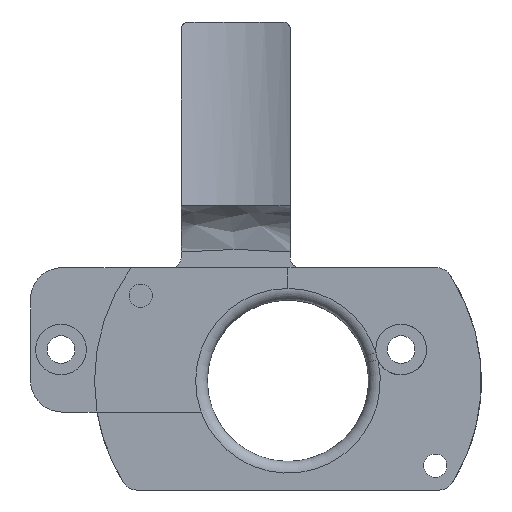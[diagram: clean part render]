
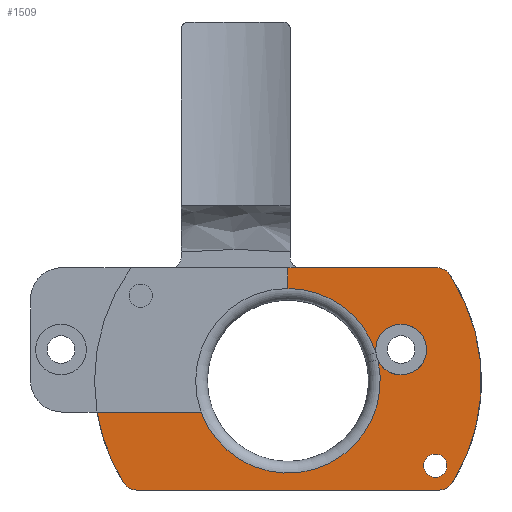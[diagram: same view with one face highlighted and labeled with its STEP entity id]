
A CAD part, front view. The second image highlights one B-rep face of the part: STEP entity #1509.
In plain terms, the highlighted planar face has unit normal (0, -1, 0).
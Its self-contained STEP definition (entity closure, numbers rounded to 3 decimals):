
#19=FACE_BOUND('',#474,.T.);
#75=LINE('',#2425,#199);
#102=LINE('',#2565,#226);
#103=LINE('',#2567,#227);
#104=LINE('',#2577,#228);
#105=LINE('',#2583,#229);
#199=VECTOR('',#1775,1.);
#226=VECTOR('',#1880,1.);
#227=VECTOR('',#1881,1.);
#228=VECTOR('',#1890,1.);
#229=VECTOR('',#1895,1.);
#325=PLANE('',#1633);
#383=FACE_OUTER_BOUND('',#473,.T.);
#473=EDGE_LOOP('',(#1121,#1122,#1123,#1124,#1125,#1126,#1127,#1128,#1129,
#1130,#1131,#1132,#1133,#1134));
#474=EDGE_LOOP('',(#1135));
#579=CIRCLE('',#1634,11.836);
#580=CIRCLE('',#1635,3.25);
#581=CIRCLE('',#1636,3.25);
#582=CIRCLE('',#1637,11.836);
#583=CIRCLE('',#1638,24.8);
#584=CIRCLE('',#1639,2.);
#585=CIRCLE('',#1640,2.);
#586=CIRCLE('',#1641,24.8);
#587=CIRCLE('',#1642,2.);
#588=CIRCLE('',#1643,1.5);
#665=VERTEX_POINT('',#2422);
#666=VERTEX_POINT('',#2424);
#702=VERTEX_POINT('',#2564);
#703=VERTEX_POINT('',#2566);
#704=VERTEX_POINT('',#2568);
#705=VERTEX_POINT('',#2570);
#706=VERTEX_POINT('',#2572);
#707=VERTEX_POINT('',#2574);
#708=VERTEX_POINT('',#2576);
#709=VERTEX_POINT('',#2578);
#710=VERTEX_POINT('',#2580);
#711=VERTEX_POINT('',#2582);
#712=VERTEX_POINT('',#2584);
#713=VERTEX_POINT('',#2586);
#714=VERTEX_POINT('',#2589);
#813=EDGE_CURVE('',#666,#665,#75,.T.);
#866=EDGE_CURVE('',#702,#666,#102,.T.);
#867=EDGE_CURVE('',#665,#703,#103,.T.);
#868=EDGE_CURVE('',#703,#704,#579,.T.);
#869=EDGE_CURVE('',#705,#704,#580,.T.);
#870=EDGE_CURVE('',#706,#705,#581,.T.);
#871=EDGE_CURVE('',#706,#707,#582,.T.);
#872=EDGE_CURVE('',#707,#708,#104,.T.);
#873=EDGE_CURVE('',#708,#709,#583,.T.);
#874=EDGE_CURVE('',#709,#710,#584,.T.);
#875=EDGE_CURVE('',#711,#710,#105,.T.);
#876=EDGE_CURVE('',#711,#712,#585,.T.);
#877=EDGE_CURVE('',#712,#713,#586,.T.);
#878=EDGE_CURVE('',#702,#713,#587,.T.);
#879=EDGE_CURVE('',#714,#714,#588,.T.);
#1121=ORIENTED_EDGE('',*,*,#866,.T.);
#1122=ORIENTED_EDGE('',*,*,#813,.T.);
#1123=ORIENTED_EDGE('',*,*,#867,.T.);
#1124=ORIENTED_EDGE('',*,*,#868,.T.);
#1125=ORIENTED_EDGE('',*,*,#869,.F.);
#1126=ORIENTED_EDGE('',*,*,#870,.F.);
#1127=ORIENTED_EDGE('',*,*,#871,.T.);
#1128=ORIENTED_EDGE('',*,*,#872,.T.);
#1129=ORIENTED_EDGE('',*,*,#873,.T.);
#1130=ORIENTED_EDGE('',*,*,#874,.T.);
#1131=ORIENTED_EDGE('',*,*,#875,.F.);
#1132=ORIENTED_EDGE('',*,*,#876,.T.);
#1133=ORIENTED_EDGE('',*,*,#877,.T.);
#1134=ORIENTED_EDGE('',*,*,#878,.F.);
#1135=ORIENTED_EDGE('',*,*,#879,.F.);
#1509=ADVANCED_FACE('',(#383,#19),#325,.F.);
#1633=AXIS2_PLACEMENT_3D('',#2563,#1878,#1879);
#1634=AXIS2_PLACEMENT_3D('',#2569,#1882,#1883);
#1635=AXIS2_PLACEMENT_3D('',#2571,#1884,#1885);
#1636=AXIS2_PLACEMENT_3D('',#2573,#1886,#1887);
#1637=AXIS2_PLACEMENT_3D('',#2575,#1888,#1889);
#1638=AXIS2_PLACEMENT_3D('',#2579,#1891,#1892);
#1639=AXIS2_PLACEMENT_3D('',#2581,#1893,#1894);
#1640=AXIS2_PLACEMENT_3D('',#2585,#1896,#1897);
#1641=AXIS2_PLACEMENT_3D('',#2587,#1898,#1899);
#1642=AXIS2_PLACEMENT_3D('',#2588,#1900,#1901);
#1643=AXIS2_PLACEMENT_3D('',#2590,#1902,#1903);
#1775=DIRECTION('',(-1.,0.,0.));
#1878=DIRECTION('center_axis',(0.,1.,0.));
#1879=DIRECTION('ref_axis',(0.,0.,1.));
#1880=DIRECTION('',(-1.,0.,0.));
#1881=DIRECTION('',(0.,0.,-1.));
#1882=DIRECTION('center_axis',(0.,1.,0.));
#1883=DIRECTION('ref_axis',(0.,0.,1.));
#1884=DIRECTION('center_axis',(0.,-1.,0.));
#1885=DIRECTION('ref_axis',(1.,0.,0.));
#1886=DIRECTION('center_axis',(0.,-1.,0.));
#1887=DIRECTION('ref_axis',(1.,0.,0.));
#1888=DIRECTION('center_axis',(0.,1.,0.));
#1889=DIRECTION('ref_axis',(1.,0.,0.));
#1890=DIRECTION('',(-1.,0.,0.));
#1891=DIRECTION('center_axis',(0.,-1.,0.));
#1892=DIRECTION('ref_axis',(1.,0.,0.));
#1893=DIRECTION('center_axis',(0.,-1.,0.));
#1894=DIRECTION('ref_axis',(0.,0.,1.));
#1895=DIRECTION('',(-1.,0.,0.));
#1896=DIRECTION('center_axis',(0.,-1.,0.));
#1897=DIRECTION('ref_axis',(0.,0.,1.));
#1898=DIRECTION('center_axis',(0.,-1.,0.));
#1899=DIRECTION('ref_axis',(1.,0.,0.));
#1900=DIRECTION('center_axis',(0.,1.,0.));
#1901=DIRECTION('ref_axis',(0.,0.,1.));
#1902=DIRECTION('center_axis',(0.,-1.,0.));
#1903=DIRECTION('ref_axis',(1.,0.,0.));
#2422=CARTESIAN_POINT('',(0.,-21.5,14.5));
#2424=CARTESIAN_POINT('',(1.55,-21.5,14.5));
#2425=CARTESIAN_POINT('',(25.,-21.5,14.5));
#2563=CARTESIAN_POINT('Origin',(0.,-21.5,0.));
#2564=CARTESIAN_POINT('',(19.068,-21.5,14.5));
#2565=CARTESIAN_POINT('',(25.,-21.5,14.5));
#2566=CARTESIAN_POINT('',(0.,-21.5,11.836));
#2567=CARTESIAN_POINT('',(0.,-21.5,14.5));
#2568=CARTESIAN_POINT('',(11.274,-21.5,3.603));
#2569=CARTESIAN_POINT('Origin',(0.,-21.5,0.));
#2570=CARTESIAN_POINT('',(11.25,-21.5,4.));
#2571=CARTESIAN_POINT('Origin',(14.5,-21.5,4.));
#2572=CARTESIAN_POINT('',(11.527,-21.5,2.687));
#2573=CARTESIAN_POINT('Origin',(14.5,-21.5,4.));
#2574=CARTESIAN_POINT('',(-11.14,-21.5,-4.));
#2575=CARTESIAN_POINT('Origin',(0.,-21.5,0.));
#2576=CARTESIAN_POINT('',(-24.475,-21.5,-4.));
#2577=CARTESIAN_POINT('',(0.,-21.5,-4.));
#2578=CARTESIAN_POINT('',(-21.087,-21.5,-13.053));
#2579=CARTESIAN_POINT('Origin',(0.,-21.5,0.));
#2580=CARTESIAN_POINT('',(-19.387,-21.5,-14.));
#2581=CARTESIAN_POINT('Origin',(-19.387,-21.5,-12.));
#2582=CARTESIAN_POINT('',(19.387,-21.5,-14.));
#2583=CARTESIAN_POINT('',(25.,-21.5,-14.));
#2584=CARTESIAN_POINT('',(21.087,-21.5,-13.053));
#2585=CARTESIAN_POINT('Origin',(19.387,-21.5,-12.));
#2586=CARTESIAN_POINT('',(20.741,-21.5,13.596));
#2587=CARTESIAN_POINT('Origin',(0.,-21.5,0.));
#2588=CARTESIAN_POINT('Origin',(19.068,-21.5,12.5));
#2589=CARTESIAN_POINT('',(17.379,-21.5,-10.9));
#2590=CARTESIAN_POINT('Origin',(18.879,-21.5,-10.9));
